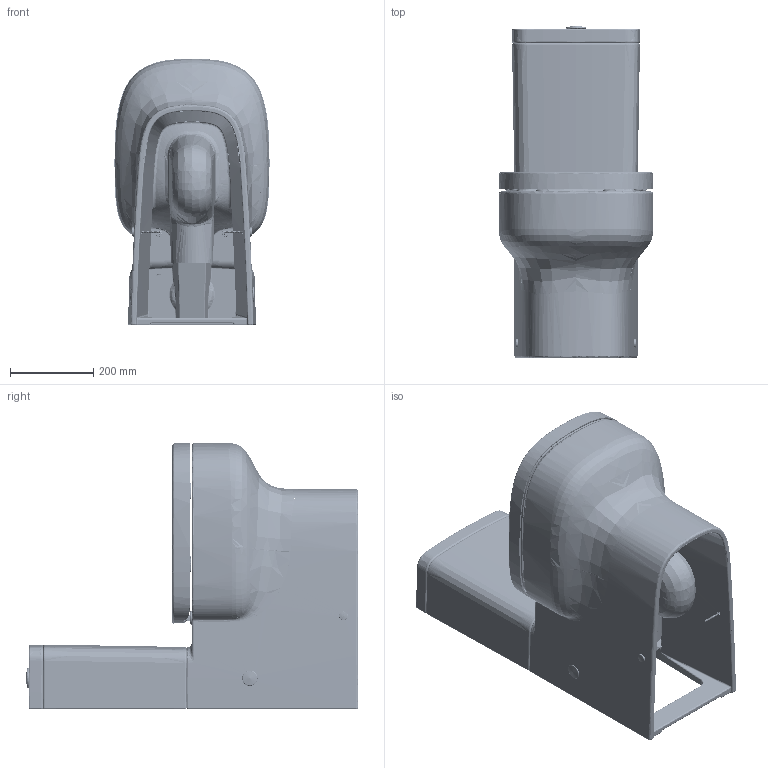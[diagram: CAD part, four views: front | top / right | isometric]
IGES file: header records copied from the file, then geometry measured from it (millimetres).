
Start section: SolidWorks IGES file using analytic representation for surfaces
Global section: file name: BY460_ASSEMLBY.IGS; native system: SolidWorks 2014; preprocessor: SolidWorks 2014; author: connun01; date: 170719.144045; units: millimetre
Bounding box: 372.83 x 798.21 x 641.5 mm (x, y, z)
Surface area: 3254104.7 mm2 (no closed solid volume)
Topology: 0 solids, 0 shells, 3538 faces, 51886 edges, 51778 vertices
Faces by surface type: bspline 2126, revolution 1412
